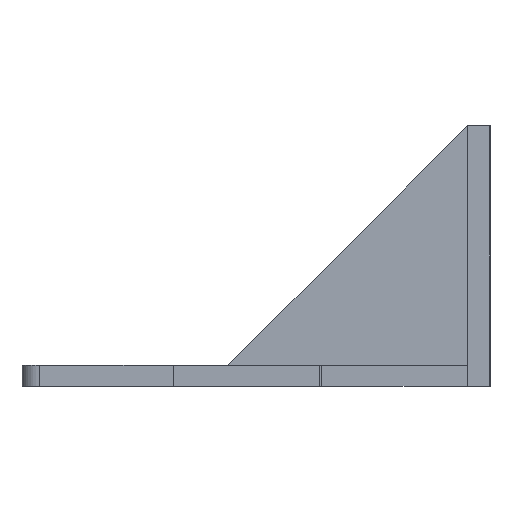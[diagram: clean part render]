
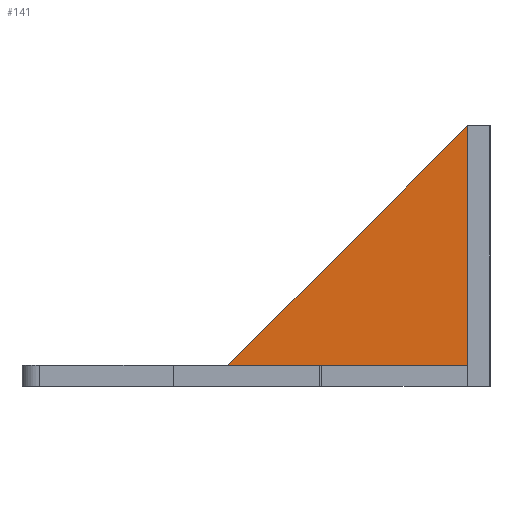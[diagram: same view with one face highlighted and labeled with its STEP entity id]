
A CAD part, left-side view. The second image highlights one B-rep face of the part: STEP entity #141.
In plain terms, the highlighted planar face has unit normal (-1, 0, 0).
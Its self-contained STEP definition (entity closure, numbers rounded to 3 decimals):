
#34=CARTESIAN_POINT('',(190.9,265.5,4.5));
#35=VERTEX_POINT('',#34);
#50=CARTESIAN_POINT('',(190.9,265.5,73.341));
#51=VERTEX_POINT('',#50);
#58=CARTESIAN_POINT('',(190.9,265.5,4.5));
#59=DIRECTION('',(0.,0.,1.));
#60=VECTOR('',#59,68.841);
#61=LINE('',#58,#60);
#62=EDGE_CURVE('',#35,#51,#61,.T.);
#72=CARTESIAN_POINT('',(190.9,334.341,4.5));
#73=VERTEX_POINT('',#72);
#74=CARTESIAN_POINT('',(190.9,265.5,73.341));
#75=DIRECTION('',(0.,0.707,-0.707));
#76=VECTOR('',#75,97.355);
#77=LINE('',#74,#76);
#78=EDGE_CURVE('',#51,#73,#77,.T.);
#110=CARTESIAN_POINT('',(190.9,334.341,4.5));
#111=DIRECTION('',(0.,-1.,0.));
#112=VECTOR('',#111,68.841);
#113=LINE('',#110,#112);
#114=EDGE_CURVE('',#73,#35,#113,.T.);
#131=CARTESIAN_POINT('',(190.9,242.5,0.));
#132=DIRECTION('',(-1.,0.,0.));
#133=DIRECTION('',(0.,-1.,0.));
#134=AXIS2_PLACEMENT_3D('',#131,#132,#133);
#135=PLANE('',#134);
#136=ORIENTED_EDGE('',*,*,#114,.T.);
#137=ORIENTED_EDGE('',*,*,#62,.T.);
#138=ORIENTED_EDGE('',*,*,#78,.T.);
#139=EDGE_LOOP('',(#136,#137,#138));
#140=FACE_BOUND('',#139,.T.);
#141=ADVANCED_FACE('',(#140),#135,.T.);
